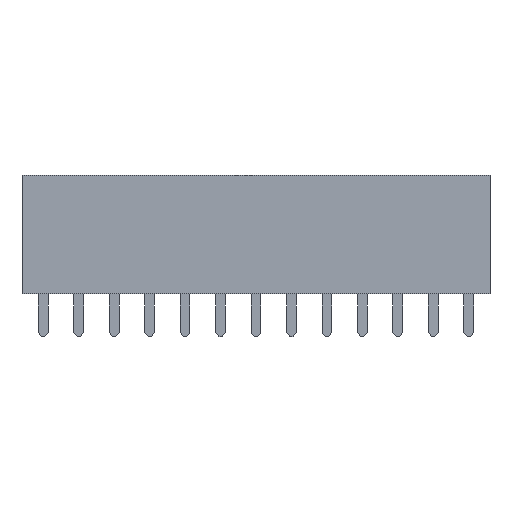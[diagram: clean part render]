
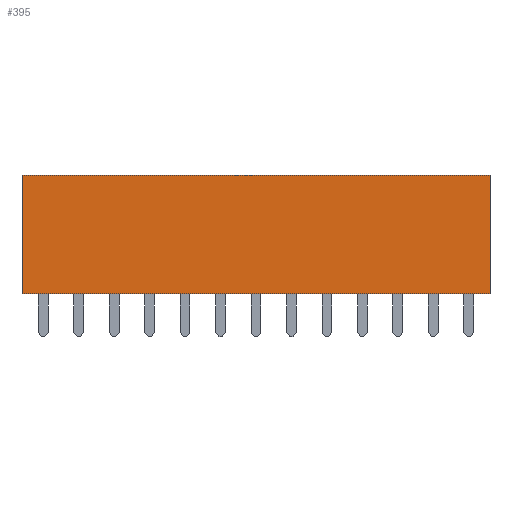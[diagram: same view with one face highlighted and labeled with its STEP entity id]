
A CAD part, front view. The second image highlights one B-rep face of the part: STEP entity #395.
In plain terms, the highlighted planar face has unit normal (0, -1, 0).
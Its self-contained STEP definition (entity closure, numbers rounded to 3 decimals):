
#395 = ADVANCED_FACE( '', ( #864 ), #865, .T. );
#864 = FACE_OUTER_BOUND( '', #1478, .T. );
#865 = PLANE( '', #1479 );
#1478 = EDGE_LOOP( '', ( #2190, #2191, #2192, #2193 ) );
#1479 = AXIS2_PLACEMENT_3D( '', #2194, #2195, #2196 );
#2190 = ORIENTED_EDGE( '', *, *, #3925, .T. );
#2191 = ORIENTED_EDGE( '', *, *, #3910, .T. );
#2192 = ORIENTED_EDGE( '', *, *, #3926, .T. );
#2193 = ORIENTED_EDGE( '', *, *, #3927, .T. );
#2194 = CARTESIAN_POINT( '', ( 0., -1.25, 0. ) );
#2195 = DIRECTION( '', ( 0., -1., 0. ) );
#2196 = DIRECTION( '', ( 0., 0., -1. ) );
#3910 = EDGE_CURVE( '', #4675, #4673, #4676, .T. );
#3925 = EDGE_CURVE( '', #4701, #4675, #4702, .T. );
#3926 = EDGE_CURVE( '', #4673, #4703, #4704, .T. );
#3927 = EDGE_CURVE( '', #4703, #4701, #4705, .T. );
#4673 = VERTEX_POINT( '', #5774 );
#4675 = VERTEX_POINT( '', #5777 );
#4676 = LINE( '', #5778, #5779 );
#4701 = VERTEX_POINT( '', #5816 );
#4702 = LINE( '', #5817, #5818 );
#4703 = VERTEX_POINT( '', #5819 );
#4704 = LINE( '', #5820, #5821 );
#4705 = LINE( '', #5822, #5823 );
#5774 = CARTESIAN_POINT( '', ( -16.76, -1.25, -4.25 ) );
#5777 = CARTESIAN_POINT( '', ( -16.76, -1.25, 4.25 ) );
#5778 = CARTESIAN_POINT( '', ( -16.76, -1.25, 4.25 ) );
#5779 = VECTOR( '', #7164, 1000. );
#5816 = CARTESIAN_POINT( '', ( 16.76, -1.25, 4.25 ) );
#5817 = CARTESIAN_POINT( '', ( 16.76, -1.25, 4.25 ) );
#5818 = VECTOR( '', #7177, 1000. );
#5819 = CARTESIAN_POINT( '', ( 16.76, -1.25, -4.25 ) );
#5820 = CARTESIAN_POINT( '', ( -16.76, -1.25, -4.25 ) );
#5821 = VECTOR( '', #7178, 1000. );
#5822 = CARTESIAN_POINT( '', ( 16.76, -1.25, -4.25 ) );
#5823 = VECTOR( '', #7179, 1000. );
#7164 = DIRECTION( '', ( 0., 0., -1. ) );
#7177 = DIRECTION( '', ( -1., 0., 0. ) );
#7178 = DIRECTION( '', ( 1., 0., 0. ) );
#7179 = DIRECTION( '', ( 0., 0., 1. ) );
